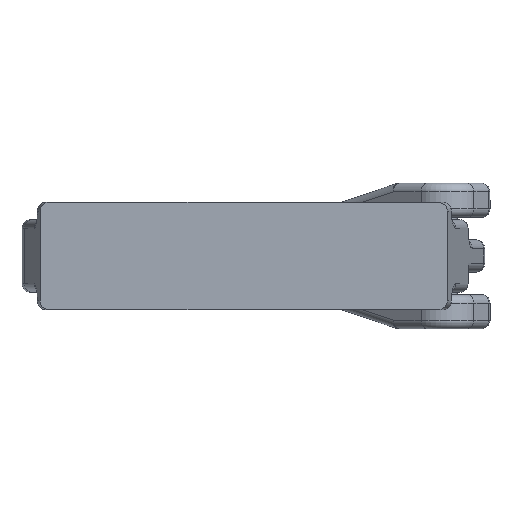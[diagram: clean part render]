
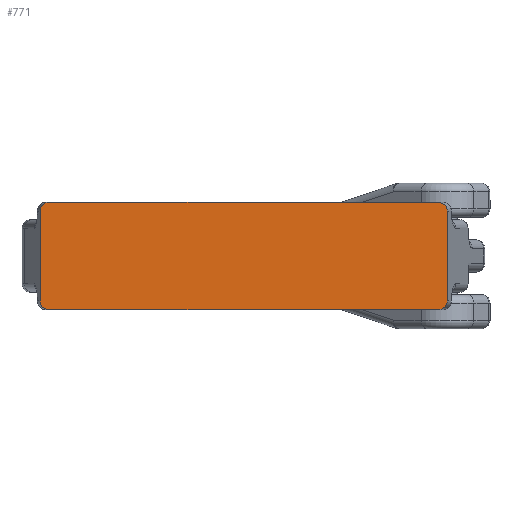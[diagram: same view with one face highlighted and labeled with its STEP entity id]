
A CAD part, front view. The second image highlights one B-rep face of the part: STEP entity #771.
In plain terms, the highlighted planar face has unit normal (0, -1, 0).
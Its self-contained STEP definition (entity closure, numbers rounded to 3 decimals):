
#599=ELLIPSE('',#6459,2.031,2.);
#600=ELLIPSE('',#6460,2.071,2.);
#601=ELLIPSE('',#6461,2.071,2.);
#602=ELLIPSE('',#6462,2.031,2.);
#771=ADVANCED_FACE('',(#1295),#1072,.F.);
#1072=PLANE('',#6463);
#1295=FACE_OUTER_BOUND('',#1677,.T.);
#1677=EDGE_LOOP('',(#2665,#2666,#2667,#2668,#2669,#2670,#2671,#2672));
#2665=ORIENTED_EDGE('',*,*,#4831,.T.);
#2666=ORIENTED_EDGE('',*,*,#4852,.T.);
#2667=ORIENTED_EDGE('',*,*,#4848,.T.);
#2668=ORIENTED_EDGE('',*,*,#4853,.T.);
#2669=ORIENTED_EDGE('',*,*,#4805,.F.);
#2670=ORIENTED_EDGE('',*,*,#4854,.T.);
#2671=ORIENTED_EDGE('',*,*,#4846,.F.);
#2672=ORIENTED_EDGE('',*,*,#4855,.T.);
#4184=VERTEX_POINT('',#9166);
#4185=VERTEX_POINT('',#9167);
#4208=VERTEX_POINT('',#9225);
#4209=VERTEX_POINT('',#9227);
#4218=VERTEX_POINT('',#9254);
#4219=VERTEX_POINT('',#9256);
#4220=VERTEX_POINT('',#9260);
#4221=VERTEX_POINT('',#9261);
#4805=EDGE_CURVE('',#4184,#4185,#5515,.T.);
#4831=EDGE_CURVE('',#4209,#4208,#5530,.T.);
#4846=EDGE_CURVE('',#4218,#4219,#5542,.T.);
#4848=EDGE_CURVE('',#4220,#4221,#5544,.T.);
#4852=EDGE_CURVE('',#4208,#4220,#599,.T.);
#4853=EDGE_CURVE('',#4221,#4185,#600,.T.);
#4854=EDGE_CURVE('',#4184,#4219,#601,.T.);
#4855=EDGE_CURVE('',#4218,#4209,#602,.T.);
#5515=LINE('',#9165,#5922);
#5530=LINE('',#9226,#5937);
#5542=LINE('',#9255,#5949);
#5544=LINE('',#9259,#5951);
#5922=VECTOR('',#7227,1.);
#5937=VECTOR('',#7268,1.);
#5949=VECTOR('',#7294,1.);
#5951=VECTOR('',#7298,1.);
#6459=AXIS2_PLACEMENT_3D('',#9268,#7304,#7305);
#6460=AXIS2_PLACEMENT_3D('',#9269,#7306,#7307);
#6461=AXIS2_PLACEMENT_3D('',#9270,#7308,#7309);
#6462=AXIS2_PLACEMENT_3D('',#9271,#7310,#7311);
#6463=AXIS2_PLACEMENT_3D('',#9272,#7312,#7313);
#7227=DIRECTION('',(0.,0.,-1.));
#7268=DIRECTION('',(0.,0.,-1.));
#7294=DIRECTION('',(1.,0.,0.));
#7298=DIRECTION('',(1.,0.,0.));
#7304=DIRECTION('',(0.,-1.,0.));
#7305=DIRECTION('',(1.,0.,0.));
#7306=DIRECTION('',(0.,-1.,0.));
#7307=DIRECTION('',(1.,0.,0.));
#7308=DIRECTION('',(0.,-1.,0.));
#7309=DIRECTION('',(-1.,0.,0.));
#7310=DIRECTION('',(0.,-1.,0.));
#7311=DIRECTION('',(-1.,0.,0.));
#7312=DIRECTION('',(0.,1.,0.));
#7313=DIRECTION('',(0.,0.,1.));
#9165=CARTESIAN_POINT('',(95.,0.,25.));
#9166=CARTESIAN_POINT('',(95.,0.,23.));
#9167=CARTESIAN_POINT('',(95.,0.,2.));
#9225=CARTESIAN_POINT('',(0.,0.,2.));
#9226=CARTESIAN_POINT('',(0.,0.,25.));
#9227=CARTESIAN_POINT('',(0.,0.,23.));
#9254=CARTESIAN_POINT('',(2.031,0.,25.));
#9255=CARTESIAN_POINT('',(0.,0.,25.));
#9256=CARTESIAN_POINT('',(92.929,0.,25.));
#9259=CARTESIAN_POINT('',(0.,0.,0.));
#9260=CARTESIAN_POINT('',(2.031,0.,0.));
#9261=CARTESIAN_POINT('',(92.929,0.,0.));
#9268=CARTESIAN_POINT('',(2.031,0.,2.));
#9269=CARTESIAN_POINT('',(92.929,0.,2.));
#9270=CARTESIAN_POINT('',(92.929,0.,23.));
#9271=CARTESIAN_POINT('',(2.031,0.,23.));
#9272=CARTESIAN_POINT('',(0.,0.,25.));
